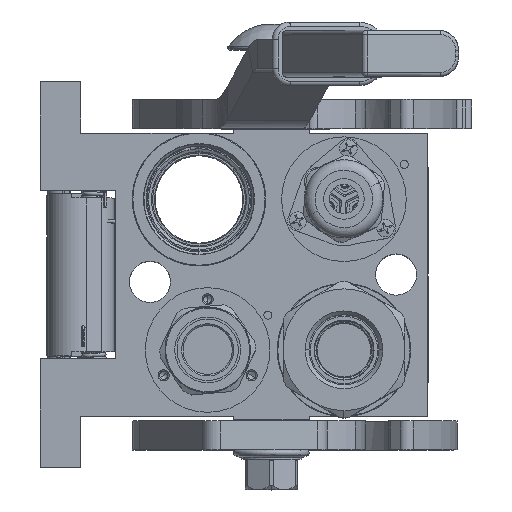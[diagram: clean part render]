
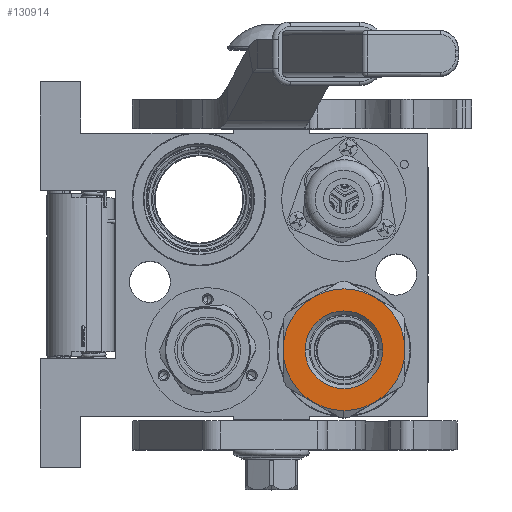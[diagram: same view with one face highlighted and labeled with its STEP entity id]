
A CAD part, top view. The second image highlights one B-rep face of the part: STEP entity #130914.
In plain terms, the highlighted face is planar.
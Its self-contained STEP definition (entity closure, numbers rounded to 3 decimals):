
#2472 = CARTESIAN_POINT ( 'NONE',  ( 100.6, 13.4, 0. ) ) ;
#4077 = DIRECTION ( 'NONE',  ( 0., 1., 0. ) ) ;
#5427 = CIRCLE ( 'NONE', #154026, 13.4 ) ;
#7791 = VERTEX_POINT ( 'NONE', #148997 ) ;
#8013 = CARTESIAN_POINT ( 'NONE',  ( 100.6, -10.5, -18.187 ) ) ;
#11175 = ORIENTED_EDGE ( 'NONE', *, *, #41560, .T. ) ;
#11287 = EDGE_CURVE ( 'NONE', #63071, #7791, #162515, .T. ) ;
#12810 = EDGE_LOOP ( 'NONE', ( #58111, #125827 ) ) ;
#17469 = EDGE_CURVE ( 'NONE', #26847, #153041, #148444, .T. ) ;
#26847 = VERTEX_POINT ( 'NONE', #104987 ) ;
#27735 = ORIENTED_EDGE ( 'NONE', *, *, #138489, .T. ) ;
#33016 = ORIENTED_EDGE ( 'NONE', *, *, #60342, .F. ) ;
#40082 = DIRECTION ( 'NONE',  ( -1., 0., 0. ) ) ;
#40471 = ORIENTED_EDGE ( 'NONE', *, *, #11287, .T. ) ;
#41192 = CARTESIAN_POINT ( 'NONE',  ( 100.6, 0., 0. ) ) ;
#41560 = EDGE_CURVE ( 'NONE', #26847, #103361, #102036, .T. ) ;
#42474 = EDGE_CURVE ( 'NONE', #134412, #47493, #45048, .T. ) ;
#43480 = DIRECTION ( 'NONE',  ( 0., -0.5, -0.866 ) ) ;
#44512 = DIRECTION ( 'NONE',  ( -1., 0., 0. ) ) ;
#45048 = CIRCLE ( 'NONE', #55886, 13.4 ) ;
#45517 = FACE_BOUND ( 'NONE', #12810, .T. ) ;
#45731 = CARTESIAN_POINT ( 'NONE',  ( 100.6, 0., 0. ) ) ;
#47493 = VERTEX_POINT ( 'NONE', #170238 ) ;
#52142 = AXIS2_PLACEMENT_3D ( 'NONE', #75756, #146913, #91082 ) ;
#53393 = DIRECTION ( 'NONE',  ( 0., 0.5, 0.866 ) ) ;
#55607 = AXIS2_PLACEMENT_3D ( 'NONE', #41192, #151418, #166718 ) ;
#55886 = AXIS2_PLACEMENT_3D ( 'NONE', #45731, #44512, #4077 ) ;
#56655 = CARTESIAN_POINT ( 'NONE',  ( 100.6, 0., 21. ) ) ;
#58111 = ORIENTED_EDGE ( 'NONE', *, *, #162769, .T. ) ;
#58339 = DIRECTION ( 'NONE',  ( 0., 0.5, 0.866 ) ) ;
#59148 = AXIS2_PLACEMENT_3D ( 'NONE', #87623, #158154, #89448 ) ;
#60342 = EDGE_CURVE ( 'NONE', #153041, #149766, #70864, .T. ) ;
#62019 = DIRECTION ( 'NONE',  ( -1., 0., 0. ) ) ;
#63071 = VERTEX_POINT ( 'NONE', #160904 ) ;
#67970 = CARTESIAN_POINT ( 'NONE',  ( 100.6, 0., 0. ) ) ;
#70864 = CIRCLE ( 'NONE', #132004, 21. ) ;
#71816 = EDGE_CURVE ( 'NONE', #156102, #149766, #140348, .T. ) ;
#75756 = CARTESIAN_POINT ( 'NONE',  ( 100.6, 0., 0. ) ) ;
#76025 = CARTESIAN_POINT ( 'NONE',  ( 100.6, 0., 0. ) ) ;
#76718 = DIRECTION ( 'NONE',  ( -1., 0., 0. ) ) ;
#77571 = ORIENTED_EDGE ( 'NONE', *, *, #71816, .T. ) ;
#78046 = CIRCLE ( 'NONE', #55607, 21. ) ;
#87623 = CARTESIAN_POINT ( 'NONE',  ( 100.6, 0., 0. ) ) ;
#88946 = DIRECTION ( 'NONE',  ( 0., 0.5, 0.866 ) ) ;
#89448 = DIRECTION ( 'NONE',  ( 0., 0., 1. ) ) ;
#91082 = DIRECTION ( 'NONE',  ( 0., -0.5, 0.866 ) ) ;
#93610 = ORIENTED_EDGE ( 'NONE', *, *, #127949, .T. ) ;
#97375 = AXIS2_PLACEMENT_3D ( 'NONE', #113982, #98085, #58339 ) ;
#98085 = DIRECTION ( 'NONE',  ( 1., 0., 0. ) ) ;
#102036 = CIRCLE ( 'NONE', #123594, 21. ) ;
#103361 = VERTEX_POINT ( 'NONE', #56655 ) ;
#104987 = CARTESIAN_POINT ( 'NONE',  ( 100.6, 10.5, 18.187 ) ) ;
#109553 = ORIENTED_EDGE ( 'NONE', *, *, #17469, .F. ) ;
#113982 = CARTESIAN_POINT ( 'NONE',  ( 100.6, 0., 0. ) ) ;
#116707 = CIRCLE ( 'NONE', #97375, 21. ) ;
#123594 = AXIS2_PLACEMENT_3D ( 'NONE', #67970, #178986, #53393 ) ;
#125045 = CARTESIAN_POINT ( 'NONE',  ( 100.6, 0., 0. ) ) ;
#125827 = ORIENTED_EDGE ( 'NONE', *, *, #42474, .T. ) ;
#127949 = EDGE_CURVE ( 'NONE', #103361, #63071, #116707, .T. ) ;
#130914 = ADVANCED_FACE ( 'NONE', ( #139634, #45517 ), #144030, .F. ) ;
#132004 = AXIS2_PLACEMENT_3D ( 'NONE', #125045, #40082, #138013 ) ;
#134412 = VERTEX_POINT ( 'NONE', #2472 ) ;
#138013 = DIRECTION ( 'NONE',  ( 0., 1., 0. ) ) ;
#138489 = EDGE_CURVE ( 'NONE', #7791, #156102, #78046, .T. ) ;
#139634 = FACE_OUTER_BOUND ( 'NONE', #149832, .T. ) ;
#140348 = CIRCLE ( 'NONE', #169342, 21. ) ;
#141998 = CARTESIAN_POINT ( 'NONE',  ( 100.6, 0., 0. ) ) ;
#144030 = PLANE ( 'NONE',  #59148 ) ;
#146913 = DIRECTION ( 'NONE',  ( 1., 0., 0. ) ) ;
#148444 = CIRCLE ( 'NONE', #159674, 21. ) ;
#148997 = CARTESIAN_POINT ( 'NONE',  ( 100.6, -21., 0. ) ) ;
#149766 = VERTEX_POINT ( 'NONE', #164527 ) ;
#149832 = EDGE_LOOP ( 'NONE', ( #40471, #27735, #77571, #33016, #109553, #11175, #93610 ) ) ;
#151418 = DIRECTION ( 'NONE',  ( 1., 0., 0. ) ) ;
#153041 = VERTEX_POINT ( 'NONE', #167424 ) ;
#154026 = AXIS2_PLACEMENT_3D ( 'NONE', #159546, #76718, #158949 ) ;
#156102 = VERTEX_POINT ( 'NONE', #8013 ) ;
#158154 = DIRECTION ( 'NONE',  ( -1., 0., 0. ) ) ;
#158949 = DIRECTION ( 'NONE',  ( 0., -1., 0. ) ) ;
#159546 = CARTESIAN_POINT ( 'NONE',  ( 100.6, 0., 0. ) ) ;
#159674 = AXIS2_PLACEMENT_3D ( 'NONE', #76025, #62019, #88946 ) ;
#160904 = CARTESIAN_POINT ( 'NONE',  ( 100.6, -10.5, 18.187 ) ) ;
#162515 = CIRCLE ( 'NONE', #52142, 21. ) ;
#162769 = EDGE_CURVE ( 'NONE', #47493, #134412, #5427, .T. ) ;
#164527 = CARTESIAN_POINT ( 'NONE',  ( 100.6, 10.5, -18.187 ) ) ;
#166718 = DIRECTION ( 'NONE',  ( 0., -1., 0. ) ) ;
#167424 = CARTESIAN_POINT ( 'NONE',  ( 100.6, 21., 0. ) ) ;
#169342 = AXIS2_PLACEMENT_3D ( 'NONE', #141998, #171449, #43480 ) ;
#170238 = CARTESIAN_POINT ( 'NONE',  ( 100.6, -13.4, 0. ) ) ;
#171449 = DIRECTION ( 'NONE',  ( 1., 0., 0. ) ) ;
#178986 = DIRECTION ( 'NONE',  ( 1., 0., 0. ) ) ;
